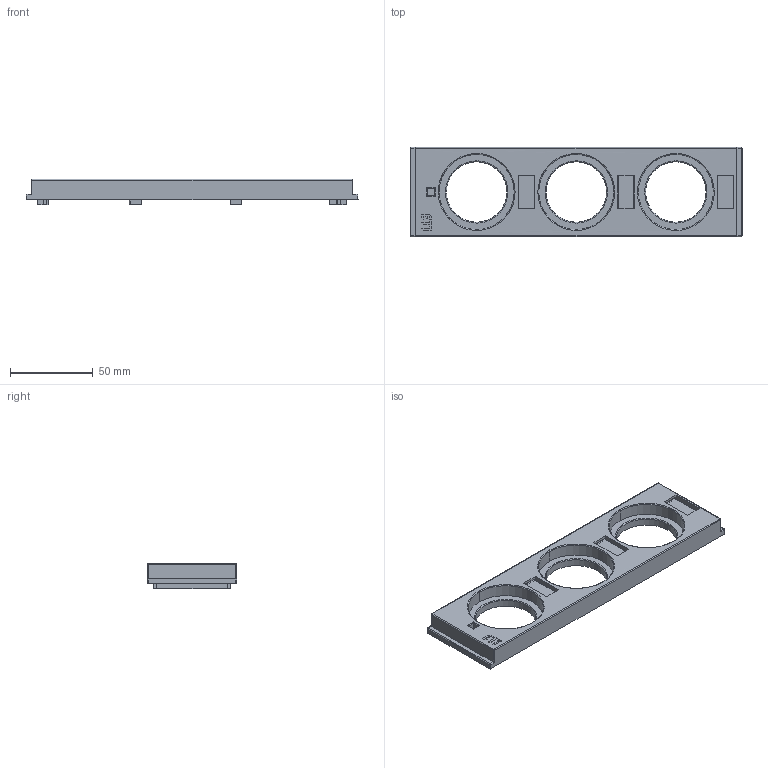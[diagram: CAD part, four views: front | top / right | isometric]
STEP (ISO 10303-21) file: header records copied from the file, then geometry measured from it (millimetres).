
FILE_DESCRIPTION((''),'2;1');
FILE_NAME('G8730004_BERUEHRSCHUTZABDECKUNG_ASM','2021-05-13T',('marketing.praksa'),('Audax d.o.o.'),'CREO PARAMETRIC BY PTC INC, 2017480','CREO PARAMETRIC BY PTC INC, 2017480','');
FILE_SCHEMA(('AUTOMOTIVE_DESIGN { 1 0 10303 214 1 1 1 1 }'));
Length unit declared in the file: millimetre
Products named in the file (4): 13653_BEZEICHNUNGSSCHILD_RS_S_2; PRT9536; 8888; G8730004_BERUEHRSCHUTZABDECKUNG_ASM
Assembly tree (5 placements, depth 2):
  G8730004_BERUEHRSCHUTZABDECKUNG_ASM
    13653_BEZEICHNUNGSSCHILD_RS_S_2  x3
    PRT9536
    8888
Bounding box: 200 x 53.8 x 15.41 mm (x, y, z)
Volume: 30944.9 mm3; surface area: 42476.8 mm2
Topology: 7 solids, 7 shells, 483 faces, 1377 edges, 903 vertices
Faces by surface type: plane 358, cylinder 70, cone 35, bspline 14, torus 6
Entity records: 24129 total; most frequent: CARTESIAN_POINT 4184, ORIENTED_EDGE 2690, DIRECTION 2352, PRESENTATION_STYLE_ASSIGNMENT 1821, STYLED_ITEM 1821, CURVE_STYLE 1345, EDGE_CURVE 1345, VECTOR 1022
